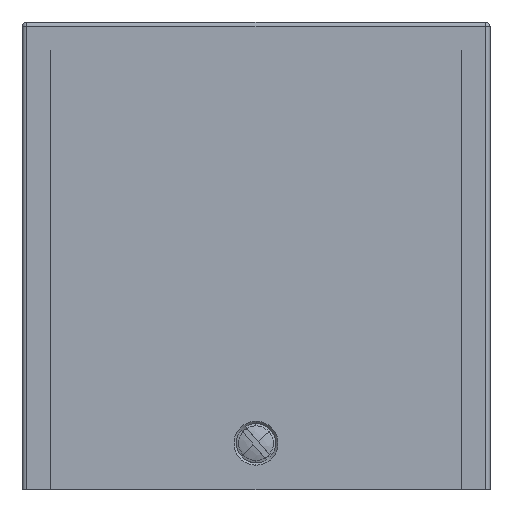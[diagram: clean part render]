
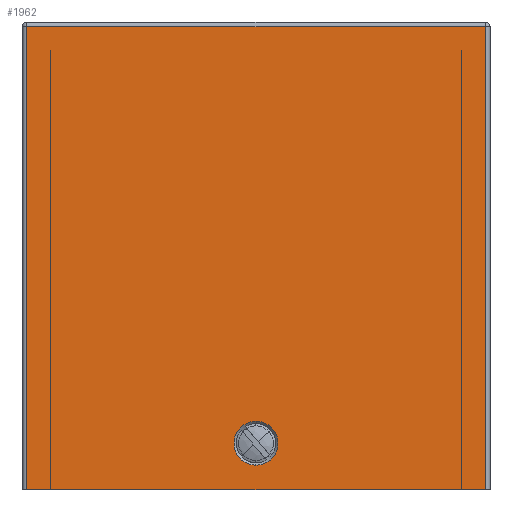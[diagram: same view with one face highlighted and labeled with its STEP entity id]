
A CAD part, front view. The second image highlights one B-rep face of the part: STEP entity #1962.
In plain terms, the highlighted planar face has unit normal (0, -1, 0).
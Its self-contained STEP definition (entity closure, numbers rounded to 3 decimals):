
#22 = VERTEX_POINT ( 'NONE', #3905 ) ;
#75 = ORIENTED_EDGE ( 'NONE', *, *, #1911, .F. ) ;
#127 = DIRECTION ( 'NONE',  ( 0., -1., 0. ) ) ;
#353 = LINE ( 'NONE', #1787, #3204 ) ;
#356 = VERTEX_POINT ( 'NONE', #4551 ) ;
#509 = DIRECTION ( 'NONE',  ( 0., 0., 1. ) ) ;
#525 = VECTOR ( 'NONE', #3005, 1000. ) ;
#585 = FACE_OUTER_BOUND ( 'NONE', #904, .T. ) ;
#678 = DIRECTION ( 'NONE',  ( 0., 0., -1. ) ) ;
#774 = VERTEX_POINT ( 'NONE', #1453 ) ;
#838 = CARTESIAN_POINT ( 'NONE',  ( 50., -200., 100. ) ) ;
#885 = FACE_BOUND ( 'NONE', #1576, .T. ) ;
#904 = EDGE_LOOP ( 'NONE', ( #3520, #2007, #3849, #2204 ) ) ;
#925 = CARTESIAN_POINT ( 'NONE',  ( 49., -200., 100. ) ) ;
#931 = LINE ( 'NONE', #4141, #525 ) ;
#1169 = CIRCLE ( 'NONE', #2386, 4.7 ) ;
#1199 = EDGE_CURVE ( 'NONE', #774, #3007, #3391, .T. ) ;
#1453 = CARTESIAN_POINT ( 'NONE',  ( 49., -200., 0. ) ) ;
#1576 = EDGE_LOOP ( 'NONE', ( #75, #3850 ) ) ;
#1787 = CARTESIAN_POINT ( 'NONE',  ( -49., -200., 100. ) ) ;
#1789 = VERTEX_POINT ( 'NONE', #2524 ) ;
#1909 = EDGE_CURVE ( 'NONE', #1789, #356, #353, .T. ) ;
#1911 = EDGE_CURVE ( 'NONE', #3117, #22, #1169, .T. ) ;
#1947 = CARTESIAN_POINT ( 'NONE',  ( 49., -200., 99. ) ) ;
#1950 = DIRECTION ( 'NONE',  ( 0., 1., 0. ) ) ;
#1962 = ADVANCED_FACE ( 'NONE', ( #885, #585 ), #2019, .F. ) ;
#2007 = ORIENTED_EDGE ( 'NONE', *, *, #1909, .T. ) ;
#2019 = PLANE ( 'NONE',  #3384 ) ;
#2024 = EDGE_CURVE ( 'NONE', #356, #774, #931, .T. ) ;
#2204 = ORIENTED_EDGE ( 'NONE', *, *, #1199, .T. ) ;
#2325 = CARTESIAN_POINT ( 'NONE',  ( 50., -200., 99. ) ) ;
#2386 = AXIS2_PLACEMENT_3D ( 'NONE', #4563, #2534, #3932 ) ;
#2524 = CARTESIAN_POINT ( 'NONE',  ( -49., -200., 99. ) ) ;
#2534 = DIRECTION ( 'NONE',  ( 0., -1., 0. ) ) ;
#2694 = LINE ( 'NONE', #2325, #3426 ) ;
#2715 = CARTESIAN_POINT ( 'NONE',  ( 0., -200., 5.3 ) ) ;
#2768 = EDGE_CURVE ( 'NONE', #22, #3117, #2884, .T. ) ;
#2884 = CIRCLE ( 'NONE', #3780, 4.7 ) ;
#3005 = DIRECTION ( 'NONE',  ( 1., 0., 0. ) ) ;
#3007 = VERTEX_POINT ( 'NONE', #1947 ) ;
#3117 = VERTEX_POINT ( 'NONE', #2715 ) ;
#3204 = VECTOR ( 'NONE', #678, 1000. ) ;
#3384 = AXIS2_PLACEMENT_3D ( 'NONE', #838, #1950, #4050 ) ;
#3391 = LINE ( 'NONE', #925, #4214 ) ;
#3426 = VECTOR ( 'NONE', #3768, 1000. ) ;
#3520 = ORIENTED_EDGE ( 'NONE', *, *, #4416, .T. ) ;
#3713 = CARTESIAN_POINT ( 'NONE',  ( 0., -200., 10. ) ) ;
#3768 = DIRECTION ( 'NONE',  ( -1., 0., 0. ) ) ;
#3780 = AXIS2_PLACEMENT_3D ( 'NONE', #3713, #127, #4033 ) ;
#3849 = ORIENTED_EDGE ( 'NONE', *, *, #2024, .T. ) ;
#3850 = ORIENTED_EDGE ( 'NONE', *, *, #2768, .F. ) ;
#3905 = CARTESIAN_POINT ( 'NONE',  ( 0., -200., 14.7 ) ) ;
#3932 = DIRECTION ( 'NONE',  ( 0., 0., -1. ) ) ;
#4033 = DIRECTION ( 'NONE',  ( 0., 0., -1. ) ) ;
#4050 = DIRECTION ( 'NONE',  ( 0., 0., 1. ) ) ;
#4141 = CARTESIAN_POINT ( 'NONE',  ( 50., -200., 0. ) ) ;
#4214 = VECTOR ( 'NONE', #509, 1000. ) ;
#4416 = EDGE_CURVE ( 'NONE', #3007, #1789, #2694, .T. ) ;
#4551 = CARTESIAN_POINT ( 'NONE',  ( -49., -200., 0. ) ) ;
#4563 = CARTESIAN_POINT ( 'NONE',  ( 0., -200., 10. ) ) ;
